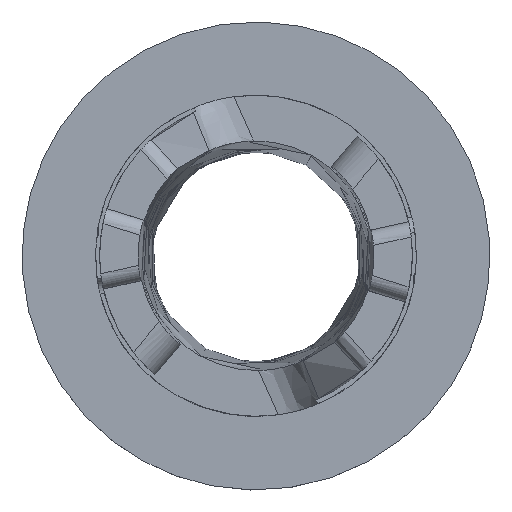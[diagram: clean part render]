
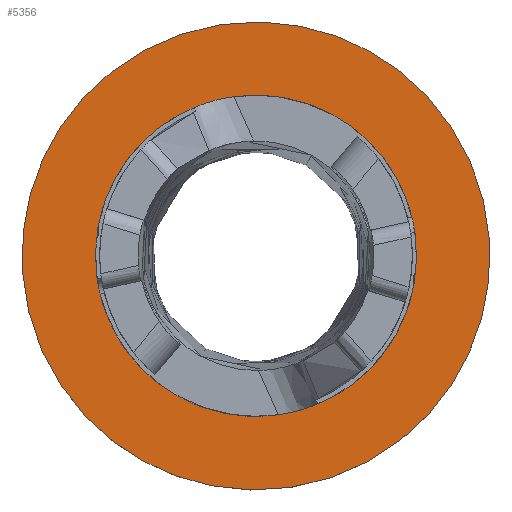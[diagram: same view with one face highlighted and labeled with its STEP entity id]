
A CAD part, top view. The second image highlights one B-rep face of the part: STEP entity #5356.
In plain terms, the highlighted free-form (B-spline) face has degree [1, 1] with [2, 2] control points.
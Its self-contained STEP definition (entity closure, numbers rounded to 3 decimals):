
#2888 = EDGE_CURVE('',#2889,#2891,#2893,.T.);
#2889 = VERTEX_POINT('',#2890);
#2890 = CARTESIAN_POINT('',(4.698,8.599,0.));
#2891 = VERTEX_POINT('',#2892);
#2892 = CARTESIAN_POINT('',(-4.698,-8.599,0.));
#2893 = ( BOUNDED_CURVE() B_SPLINE_CURVE(2,(#2894,#2895,#2896,#2897,
#2898),.UNSPECIFIED.,.F.,.F.) B_SPLINE_CURVE_WITH_KNOTS((3,2,3),(
    2.071,3.642,5.212),
.PIECEWISE_BEZIER_KNOTS.) CURVE() GEOMETRIC_REPRESENTATION_ITEM() 
RATIONAL_B_SPLINE_CURVE((1.,0.707,1.,0.707,1.)) 
REPRESENTATION_ITEM('') );
#2894 = CARTESIAN_POINT('',(4.698,8.599,
    0.));
#2895 = CARTESIAN_POINT('',(13.297,3.902,
    0.));
#2896 = CARTESIAN_POINT('',(8.599,-4.698,
    0.));
#2897 = CARTESIAN_POINT('',(3.902,-13.297,
    0.));
#2898 = CARTESIAN_POINT('',(-4.698,-8.599,
    0.));
#2925 = EDGE_CURVE('',#2891,#2889,#2926,.T.);
#2926 = ( BOUNDED_CURVE() B_SPLINE_CURVE(2,(#2927,#2928,#2929,#2930,
#2931),.UNSPECIFIED.,.F.,.F.) B_SPLINE_CURVE_WITH_KNOTS((3,2,3),(
    5.212,6.783,8.354),
.PIECEWISE_BEZIER_KNOTS.) CURVE() GEOMETRIC_REPRESENTATION_ITEM() 
RATIONAL_B_SPLINE_CURVE((1.,0.707,1.,0.707,1.)) 
REPRESENTATION_ITEM('') );
#2927 = CARTESIAN_POINT('',(-4.698,-8.599,
    0.));
#2928 = CARTESIAN_POINT('',(-13.297,-3.902,
    0.));
#2929 = CARTESIAN_POINT('',(-8.599,4.698,
    0.));
#2930 = CARTESIAN_POINT('',(-3.902,13.297,
    0.));
#2931 = CARTESIAN_POINT('',(4.698,8.599,
    0.));
#3235 = VERTEX_POINT('',#3236);
#3236 = CARTESIAN_POINT('',(-7.939,-14.533,
    0.));
#3243 = EDGE_CURVE('',#3235,#3244,#3246,.T.);
#3244 = VERTEX_POINT('',#3245);
#3245 = CARTESIAN_POINT('',(7.939,14.533,
    0.));
#3246 = ( BOUNDED_CURVE() B_SPLINE_CURVE(2,(#3247,#3248,#3249,#3250,
#3251),.UNSPECIFIED.,.F.,.F.) B_SPLINE_CURVE_WITH_KNOTS((3,2,3),(
    5.212,6.783,8.354),
.PIECEWISE_BEZIER_KNOTS.) CURVE() GEOMETRIC_REPRESENTATION_ITEM() 
RATIONAL_B_SPLINE_CURVE((1.,0.707,1.,0.707,1.)) 
REPRESENTATION_ITEM('') );
#3247 = CARTESIAN_POINT('',(-7.939,-14.533,
    0.));
#3248 = CARTESIAN_POINT('',(-22.472,-6.593,
    0.));
#3249 = CARTESIAN_POINT('',(-14.533,7.939,
    0.));
#3250 = CARTESIAN_POINT('',(-6.593,22.472,
    0.));
#3251 = CARTESIAN_POINT('',(7.939,14.533,
    0.));
#3327 = EDGE_CURVE('',#3244,#3235,#3328,.T.);
#3328 = ( BOUNDED_CURVE() B_SPLINE_CURVE(2,(#3329,#3330,#3331,#3332,
#3333),.UNSPECIFIED.,.F.,.F.) B_SPLINE_CURVE_WITH_KNOTS((3,2,3),(
    2.071,3.642,5.212),
.PIECEWISE_BEZIER_KNOTS.) CURVE() GEOMETRIC_REPRESENTATION_ITEM() 
RATIONAL_B_SPLINE_CURVE((1.,0.707,1.,0.707,1.)) 
REPRESENTATION_ITEM('') );
#3329 = CARTESIAN_POINT('',(7.939,14.533,
    0.));
#3330 = CARTESIAN_POINT('',(22.472,6.593,
    0.));
#3331 = CARTESIAN_POINT('',(14.533,-7.939,
    0.));
#3332 = CARTESIAN_POINT('',(6.593,-22.472,
    0.));
#3333 = CARTESIAN_POINT('',(-7.939,-14.533,
    0.));
#5356 = ADVANCED_FACE('',(#5357,#5361),#5365,.F.);
#5357 = FACE_BOUND('',#5358,.T.);
#5358 = EDGE_LOOP('',(#5359,#5360));
#5359 = ORIENTED_EDGE('',*,*,#3243,.F.);
#5360 = ORIENTED_EDGE('',*,*,#3327,.F.);
#5361 = FACE_BOUND('',#5362,.T.);
#5362 = EDGE_LOOP('',(#5363,#5364));
#5363 = ORIENTED_EDGE('',*,*,#2925,.T.);
#5364 = ORIENTED_EDGE('',*,*,#2888,.T.);
#5365 = B_SPLINE_SURFACE_WITH_KNOTS('',1,1,(
    (#5366,#5367)
    ,(#5368,#5369
    )),.UNSPECIFIED.,.F.,.F.,.F.,(2,2),(2,2),(-15.125,15.125),(-6.175,
    24.075),.PIECEWISE_BEZIER_KNOTS.);
#5366 = CARTESIAN_POINT('',(-16.56,16.56,
    0.));
#5367 = CARTESIAN_POINT('',(-16.56,-16.56,
    0.));
#5368 = CARTESIAN_POINT('',(16.56,16.56,
    0.));
#5369 = CARTESIAN_POINT('',(16.56,-16.56,
    0.));
